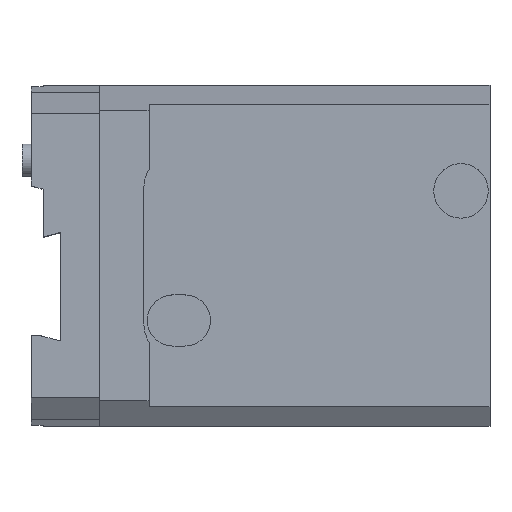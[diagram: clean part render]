
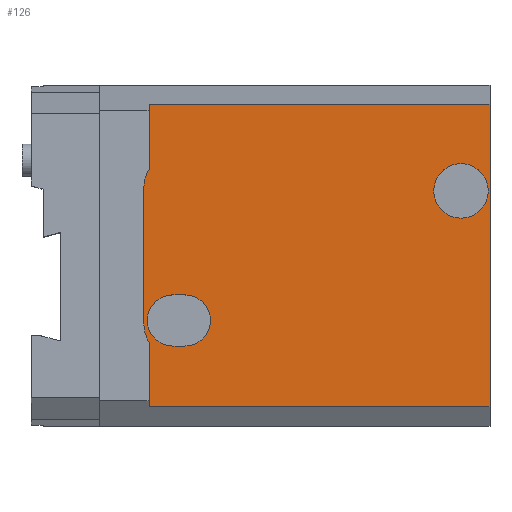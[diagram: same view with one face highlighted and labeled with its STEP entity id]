
A CAD part, top view. The second image highlights one B-rep face of the part: STEP entity #126.
In plain terms, the highlighted planar face has unit normal (0, 0, 1).
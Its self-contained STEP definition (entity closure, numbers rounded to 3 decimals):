
#41=FACE_BOUND('',#301,.T.);
#42=FACE_BOUND('',#302,.T.);
#43=FACE_BOUND('',#303,.T.);
#65=CIRCLE('',#1291,10.5);
#67=CIRCLE('',#1294,10.5);
#70=CIRCLE('',#1300,8.);
#73=CIRCLE('',#1305,7.5);
#74=CIRCLE('',#1308,7.5);
#126=ADVANCED_FACE('',(#41,#42,#43),#180,.T.);
#180=PLANE('',#1324);
#301=EDGE_LOOP('',(#582,#583,#584,#585,#586,#587,#588,#589));
#302=EDGE_LOOP('',(#590));
#303=EDGE_LOOP('',(#591,#592,#593,#594));
#582=ORIENTED_EDGE('',*,*,#860,.F.);
#583=ORIENTED_EDGE('',*,*,#922,.F.);
#584=ORIENTED_EDGE('',*,*,#920,.T.);
#585=ORIENTED_EDGE('',*,*,#894,.T.);
#586=ORIENTED_EDGE('',*,*,#910,.T.);
#587=ORIENTED_EDGE('',*,*,#923,.F.);
#588=ORIENTED_EDGE('',*,*,#864,.F.);
#589=ORIENTED_EDGE('',*,*,#867,.F.);
#590=ORIENTED_EDGE('',*,*,#870,.F.);
#591=ORIENTED_EDGE('',*,*,#881,.T.);
#592=ORIENTED_EDGE('',*,*,#882,.T.);
#593=ORIENTED_EDGE('',*,*,#877,.T.);
#594=ORIENTED_EDGE('',*,*,#879,.T.);
#722=VERTEX_POINT('',#1861);
#723=VERTEX_POINT('',#1863);
#726=VERTEX_POINT('',#1870);
#727=VERTEX_POINT('',#1872);
#730=VERTEX_POINT('',#1884);
#735=VERTEX_POINT('',#1896);
#736=VERTEX_POINT('',#1898);
#737=VERTEX_POINT('',#1902);
#738=VERTEX_POINT('',#1906);
#749=VERTEX_POINT('',#1935);
#750=VERTEX_POINT('',#1936);
#756=VERTEX_POINT('',#1964);
#761=VERTEX_POINT('',#1979);
#860=EDGE_CURVE('',#722,#723,#65,.T.);
#864=EDGE_CURVE('',#726,#727,#67,.T.);
#867=EDGE_CURVE('',#723,#726,#1016,.T.);
#870=EDGE_CURVE('',#730,#730,#70,.T.);
#877=EDGE_CURVE('',#735,#736,#73,.T.);
#879=EDGE_CURVE('',#736,#737,#1023,.T.);
#881=EDGE_CURVE('',#737,#738,#74,.T.);
#882=EDGE_CURVE('',#738,#735,#1025,.T.);
#894=EDGE_CURVE('',#749,#750,#1037,.T.);
#910=EDGE_CURVE('',#750,#756,#1053,.T.);
#920=EDGE_CURVE('',#761,#749,#1063,.T.);
#922=EDGE_CURVE('',#761,#722,#1065,.T.);
#923=EDGE_CURVE('',#727,#756,#1066,.T.);
#1016=LINE('',#1877,#1159);
#1023=LINE('',#1903,#1166);
#1025=LINE('',#1909,#1168);
#1037=LINE('',#1934,#1180);
#1053=LINE('',#1966,#1196);
#1063=LINE('',#1983,#1206);
#1065=LINE('',#1987,#1208);
#1066=LINE('',#1988,#1209);
#1159=VECTOR('',#1525,1.);
#1166=VECTOR('',#1552,1.);
#1168=VECTOR('',#1560,1.);
#1180=VECTOR('',#1578,1.);
#1196=VECTOR('',#1608,1.);
#1206=VECTOR('',#1622,1.);
#1208=VECTOR('',#1628,1.);
#1209=VECTOR('',#1629,1.);
#1291=AXIS2_PLACEMENT_3D('',#1862,#1510,#1511);
#1294=AXIS2_PLACEMENT_3D('',#1871,#1518,#1519);
#1300=AXIS2_PLACEMENT_3D('',#1883,#1533,#1534);
#1305=AXIS2_PLACEMENT_3D('',#1899,#1547,#1548);
#1308=AXIS2_PLACEMENT_3D('',#1907,#1556,#1557);
#1324=AXIS2_PLACEMENT_3D('',#1989,#1630,#1631);
#1510=DIRECTION('',(0.,0.,-1.));
#1511=DIRECTION('',(1.,0.,0.));
#1518=DIRECTION('',(0.,0.,-1.));
#1519=DIRECTION('',(1.,0.,0.));
#1525=DIRECTION('',(0.,1.,0.));
#1533=DIRECTION('',(0.,0.,1.));
#1534=DIRECTION('',(1.,0.,0.));
#1547=DIRECTION('',(0.,0.,-1.));
#1548=DIRECTION('',(1.,0.,0.));
#1552=DIRECTION('',(-1.,0.,0.));
#1556=DIRECTION('',(0.,0.,-1.));
#1557=DIRECTION('',(1.,0.,0.));
#1560=DIRECTION('',(1.,0.,0.));
#1578=DIRECTION('',(0.,1.,0.));
#1608=DIRECTION('',(-1.,0.,0.));
#1622=DIRECTION('',(1.,0.,0.));
#1628=DIRECTION('',(0.,1.,0.));
#1629=DIRECTION('',(0.,1.,0.));
#1630=DIRECTION('',(0.,0.,1.));
#1631=DIRECTION('',(1.,0.,0.));
#1861=CARTESIAN_POINT('',(0.,-25.408,0.));
#1862=CARTESIAN_POINT('',(9.,-20.,0.));
#1863=CARTESIAN_POINT('',(-1.5,-20.,0.));
#1870=CARTESIAN_POINT('',(-1.5,20.,0.));
#1871=CARTESIAN_POINT('',(9.,20.,0.));
#1872=CARTESIAN_POINT('',(0.,25.408,0.));
#1877=CARTESIAN_POINT('',(-1.5,-20.,0.));
#1883=CARTESIAN_POINT('',(91.5,19.,0.));
#1884=CARTESIAN_POINT('',(99.5,19.,0.));
#1896=CARTESIAN_POINT('',(10.5,-11.5,0.));
#1898=CARTESIAN_POINT('',(10.5,-26.5,0.));
#1899=CARTESIAN_POINT('',(10.5,-19.,0.));
#1902=CARTESIAN_POINT('',(7.,-26.5,0.));
#1903=CARTESIAN_POINT('',(100.,-26.5,0.));
#1906=CARTESIAN_POINT('',(7.,-11.5,0.));
#1907=CARTESIAN_POINT('',(7.,-19.,0.));
#1909=CARTESIAN_POINT('',(100.,-11.5,0.));
#1934=CARTESIAN_POINT('',(100.,-184.868,0.));
#1935=CARTESIAN_POINT('',(100.,-44.376,0.));
#1936=CARTESIAN_POINT('',(100.,44.376,0.));
#1964=CARTESIAN_POINT('',(0.,44.376,0.));
#1966=CARTESIAN_POINT('',(-14.5,44.376,0.));
#1979=CARTESIAN_POINT('',(0.,-44.376,0.));
#1983=CARTESIAN_POINT('',(-14.5,-44.376,0.));
#1987=CARTESIAN_POINT('',(0.,-184.868,0.));
#1988=CARTESIAN_POINT('',(0.,-184.868,0.));
#1989=CARTESIAN_POINT('',(100.,-184.868,0.));
